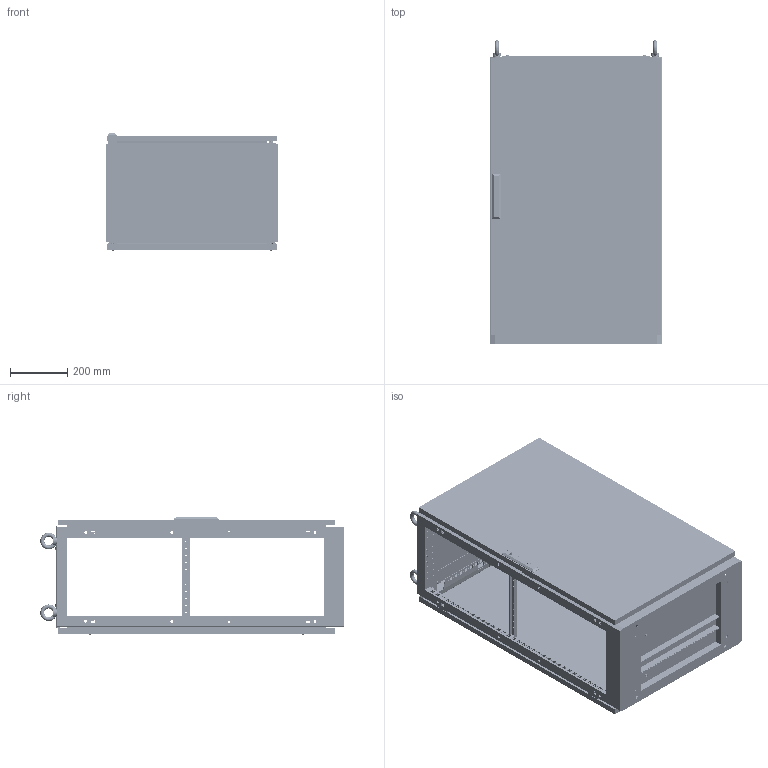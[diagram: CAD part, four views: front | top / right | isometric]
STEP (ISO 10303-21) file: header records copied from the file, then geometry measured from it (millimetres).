
FILE_DESCRIPTION (( 'STEP AP214' ), '1' );
FILE_NAME ('0395-6010-40-07.step', '2022-07-12T05:14:52', ( '' ), ( '' ), 'SwSTEP 2.0', 'SolidWorks 2019', '' );
FILE_SCHEMA (( 'AUTOMOTIVE_DESIGN' ));
Length unit declared in the file: millimetre
Products named in the file (7): 0395-6010-40-07; Korpus_as_6010-40; Bodenplattensatz_s_0396-6000-40-03; Dachplatte_as_0395-6000-40-07; Tiefenstrebe_s_0396-0006-40-00; TuerR_s_0395-6010-00-97; Rueckwand_s_0395-6010-03-97
Assembly tree (7 placements, depth 2):
  0395-6010-40-07
    Korpus_as_6010-40
    TuerR_s_0395-6010-00-97
    Dachplatte_as_0395-6000-40-07
    Rueckwand_s_0395-6010-03-97
    Bodenplattensatz_s_0396-6000-40-03
    Tiefenstrebe_s_0396-0006-40-00  x2
Bounding box: 600 x 1057.99 x 408.5 mm (x, y, z)
Volume: 6070835.4 mm3; surface area: 6097229.1 mm2
Topology: 50 solids, 50 shells, 5856 faces, 16131 edges, 10686 vertices
Faces by surface type: plane 3482, cylinder 2126, cone 208, torus 24, bspline 16
Entity records: 213842 total; most frequent: CARTESIAN_POINT 34355, ORIENTED_EDGE 31782, DIRECTION 31569, EDGE_CURVE 15891, LINE 11109, VECTOR 11109, VERTEX_POINT 10528, AXIS2_PLACEMENT_3D 10230
